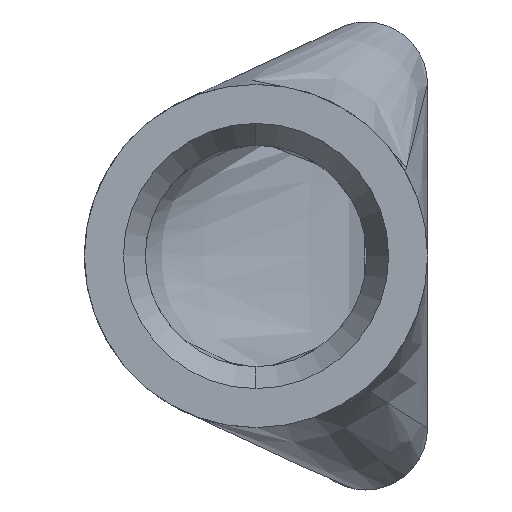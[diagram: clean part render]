
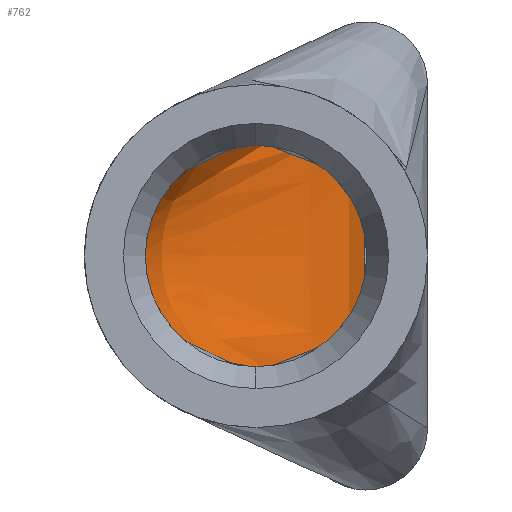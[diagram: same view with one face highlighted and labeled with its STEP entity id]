
A CAD part, left-side view. The second image highlights one B-rep face of the part: STEP entity #762.
In plain terms, the highlighted free-form (B-spline) face has degree [3, 3] with [11, 4] control points.
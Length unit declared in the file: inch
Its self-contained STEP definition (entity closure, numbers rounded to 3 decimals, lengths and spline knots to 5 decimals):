
#12 = CARTESIAN_POINT ( 'NONE',  ( 1.76134, 0.78729, 0.25149 ) ) ;
#37 = CARTESIAN_POINT ( 'NONE',  ( 2.375, 0.198, 0. ) ) ;
#49 = B_SPLINE_CURVE_WITH_KNOTS ( 'NONE', 3,
 ( #1013, #804, #225, #131, #239, #1204, #706, #524, #507, #253, #612 ),
 .UNSPECIFIED., .F., .F.,
 ( 4, 1, 1, 1, 1, 1, 1, 1, 4 ),
 ( 0., 0.125, 0.25, 0.375, 0.5, 0.625, 0.75, 0.875, 1. ),
 .UNSPECIFIED. ) ;
#89 = CARTESIAN_POINT ( 'NONE',  ( 2.20533, 0.198, 0.40838 ) ) ;
#127 = EDGE_CURVE ( 'NONE', #626, #807, #49, .T. ) ;
#131 = CARTESIAN_POINT ( 'NONE',  ( 1.593, 0.86218, 0.14899 ) ) ;
#135 = CARTESIAN_POINT ( 'NONE',  ( 2.375, 0.198, -0.13612 ) ) ;
#154 = CARTESIAN_POINT ( 'NONE',  ( 2.20666, 0.198, -0.49912 ) ) ;
#163 = CARTESIAN_POINT ( 'NONE',  ( 1.593, 0.78729, -0.25149 ) ) ;
#167 = EDGE_CURVE ( 'NONE', #807, #641, #670, .T. ) ;
#180 = CARTESIAN_POINT ( 'NONE',  ( 2.375, 0.198, 0.5445 ) ) ;
#196 = EDGE_CURVE ( 'NONE', #641, #534, #1248, .T. ) ;
#217 = EDGE_LOOP ( 'NONE', ( #328, #1238, #1250, #1232 ) ) ;
#221 = CARTESIAN_POINT ( 'NONE',  ( 1.593, 0.88678, 0.07708 ) ) ;
#225 = CARTESIAN_POINT ( 'NONE',  ( 1.593, 0.82273, 0.21433 ) ) ;
#237 = CARTESIAN_POINT ( 'NONE',  ( 1.593, 0.82273, 0.21433 ) ) ;
#239 = CARTESIAN_POINT ( 'NONE',  ( 1.593, 0.88678, 0.07708 ) ) ;
#240 = CARTESIAN_POINT ( 'NONE',  ( 2.375, 0.198, -0.40837 ) ) ;
#253 = CARTESIAN_POINT ( 'NONE',  ( 1.593, 0.78729, -0.25149 ) ) ;
#261 = CARTESIAN_POINT ( 'NONE',  ( 2.375, 0.198, -0.13612 ) ) ;
#319 = CARTESIAN_POINT ( 'NONE',  ( 2.2029, 0.198, -0.27225 ) ) ;
#328 = ORIENTED_EDGE ( 'NONE', *, *, #127, .T. ) ;
#334 = CARTESIAN_POINT ( 'NONE',  ( 2.375, 0.198, -0.49912 ) ) ;
#348 = CARTESIAN_POINT ( 'NONE',  ( 2.375, 0.198, -0.5445 ) ) ;
#356 = B_SPLINE_CURVE_WITH_KNOTS ( 'NONE', 3,
 ( #482, #870, #597, #590 ),
 .UNSPECIFIED., .F., .F.,
 ( 4, 4 ),
 ( 0., 1. ),
 .UNSPECIFIED. ) ;
#377 = CARTESIAN_POINT ( 'NONE',  ( 2.375, 0.198, 0.27225 ) ) ;
#432 = CARTESIAN_POINT ( 'NONE',  ( 2.375, 0.198, 0.49912 ) ) ;
#438 = CARTESIAN_POINT ( 'NONE',  ( 1.76267, 0.82273, -0.21433 ) ) ;
#449 = CARTESIAN_POINT ( 'NONE',  ( 1.76068, 0.76748, -0.26812 ) ) ;
#472 = CARTESIAN_POINT ( 'NONE',  ( 1.593, 0.86218, 0.14899 ) ) ;
#482 = CARTESIAN_POINT ( 'NONE',  ( 1.593, 0.76749, 0.26813 ) ) ;
#507 = CARTESIAN_POINT ( 'NONE',  ( 1.593, 0.82273, -0.21433 ) ) ;
#518 = CARTESIAN_POINT ( 'NONE',  ( 2.375, 0.198, 0.13613 ) ) ;
#524 = CARTESIAN_POINT ( 'NONE',  ( 1.593, 0.86218, -0.14899 ) ) ;
#529 = CARTESIAN_POINT ( 'NONE',  ( 2.375, 0.198, -0.49912 ) ) ;
#531 = CARTESIAN_POINT ( 'NONE',  ( 2.375, 0.198, -0.27225 ) ) ;
#534 = VERTEX_POINT ( 'NONE', #180 ) ;
#545 = CARTESIAN_POINT ( 'NONE',  ( 1.7651, 0.86218, 0.14899 ) ) ;
#560 = CARTESIAN_POINT ( 'NONE',  ( 1.76267, 0.82273, 0.21433 ) ) ;
#565 = CARTESIAN_POINT ( 'NONE',  ( 2.375, 0.198, 0.13613 ) ) ;
#590 = CARTESIAN_POINT ( 'NONE',  ( 2.375, 0.198, 0.5445 ) ) ;
#596 = CARTESIAN_POINT ( 'NONE',  ( 1.7651, 0.86218, -0.14899 ) ) ;
#597 = CARTESIAN_POINT ( 'NONE',  ( 2.20732, 0.198, 0.5445 ) ) ;
#612 = CARTESIAN_POINT ( 'NONE',  ( 1.593, 0.76749, -0.26813 ) ) ;
#614 = CARTESIAN_POINT ( 'NONE',  ( 2.375, 0.198, 0.27225 ) ) ;
#626 = VERTEX_POINT ( 'NONE', #768 ) ;
#627 = CARTESIAN_POINT ( 'NONE',  ( 2.375, 0.198, -0.40837 ) ) ;
#628 = CARTESIAN_POINT ( 'NONE',  ( 1.76068, 0.76748, -0.26812 ) ) ;
#629 = CARTESIAN_POINT ( 'NONE',  ( 2.375, 0.198, 0.40838 ) ) ;
#635 = CARTESIAN_POINT ( 'NONE',  ( 1.593, 0.76748, -0.26812 ) ) ;
#641 = VERTEX_POINT ( 'NONE', #665 ) ;
#665 = CARTESIAN_POINT ( 'NONE',  ( 2.375, 0.198, -0.5445 ) ) ;
#670 = B_SPLINE_CURVE_WITH_KNOTS ( 'NONE', 3,
 ( #1007, #628, #1026, #1090 ),
 .UNSPECIFIED., .F., .F.,
 ( 4, 4 ),
 ( 0., 1. ),
 .UNSPECIFIED. ) ;
#693 = CARTESIAN_POINT ( 'NONE',  ( 2.20115, 0.198, -0.13612 ) ) ;
#706 = CARTESIAN_POINT ( 'NONE',  ( 1.593, 0.88678, -0.07708 ) ) ;
#719 = CARTESIAN_POINT ( 'NONE',  ( 2.20533, 0.198, -0.40837 ) ) ;
#731 = CARTESIAN_POINT ( 'NONE',  ( 1.593, 0.78729, 0.25149 ) ) ;
#762 = ADVANCED_FACE ( 'NONE', ( #825 ), #776, .F. ) ;
#768 = CARTESIAN_POINT ( 'NONE',  ( 1.593, 0.76749, 0.26813 ) ) ;
#774 = CARTESIAN_POINT ( 'NONE',  ( 1.76068, 0.76748, 0.26812 ) ) ;
#776 = B_SPLINE_SURFACE_WITH_KNOTS ( 'NONE', 3, 3, ( 
 ( #635, #449, #833, #1230 ),
 ( #163, #1130, #154, #529 ),
 ( #817, #438, #719, #627 ),
 ( #1025, #596, #319, #1186 ),
 ( #1194, #1094, #693, #135 ),
 ( #995, #793, #1085, #37 ),
 ( #221, #1003, #1243, #565 ),
 ( #472, #545, #1144, #377 ),
 ( #237, #560, #89, #912 ),
 ( #731, #12, #970, #1082 ),
 ( #1182, #774, #977, #1260 ) ),
 .UNSPECIFIED., .F., .F., .F.,
 ( 4, 1, 1, 1, 1, 1, 1, 1, 4 ),
 ( 4, 4 ),
 ( 0., 0.125, 0.25, 0.375, 0.5, 0.625, 0.75, 0.875, 1. ),
 ( 0., 1. ),
 .UNSPECIFIED. ) ;
#786 = EDGE_CURVE ( 'NONE', #626, #534, #356, .T. ) ;
#793 = CARTESIAN_POINT ( 'NONE',  ( 1.76754, 0.89536, 0. ) ) ;
#804 = CARTESIAN_POINT ( 'NONE',  ( 1.593, 0.78729, 0.25149 ) ) ;
#807 = VERTEX_POINT ( 'NONE', #988 ) ;
#817 = CARTESIAN_POINT ( 'NONE',  ( 1.593, 0.82273, -0.21433 ) ) ;
#825 = FACE_OUTER_BOUND ( 'NONE', #217, .T. ) ;
#833 = CARTESIAN_POINT ( 'NONE',  ( 2.20732, 0.198, -0.5445 ) ) ;
#870 = CARTESIAN_POINT ( 'NONE',  ( 1.76068, 0.76748, 0.26812 ) ) ;
#912 = CARTESIAN_POINT ( 'NONE',  ( 2.375, 0.198, 0.40838 ) ) ;
#970 = CARTESIAN_POINT ( 'NONE',  ( 2.20666, 0.198, 0.49912 ) ) ;
#977 = CARTESIAN_POINT ( 'NONE',  ( 2.20732, 0.198, 0.5445 ) ) ;
#988 = CARTESIAN_POINT ( 'NONE',  ( 1.593, 0.76749, -0.26813 ) ) ;
#995 = CARTESIAN_POINT ( 'NONE',  ( 1.593, 0.89536, 0. ) ) ;
#1003 = CARTESIAN_POINT ( 'NONE',  ( 1.76685, 0.88678, 0.07708 ) ) ;
#1007 = CARTESIAN_POINT ( 'NONE',  ( 1.593, 0.76749, -0.26813 ) ) ;
#1013 = CARTESIAN_POINT ( 'NONE',  ( 1.593, 0.76749, 0.26813 ) ) ;
#1025 = CARTESIAN_POINT ( 'NONE',  ( 1.593, 0.86218, -0.14899 ) ) ;
#1026 = CARTESIAN_POINT ( 'NONE',  ( 2.20732, 0.198, -0.5445 ) ) ;
#1027 = CARTESIAN_POINT ( 'NONE',  ( 2.375, 0.198, 0.5445 ) ) ;
#1082 = CARTESIAN_POINT ( 'NONE',  ( 2.375, 0.198, 0.49912 ) ) ;
#1085 = CARTESIAN_POINT ( 'NONE',  ( 2.20046, 0.198, 0. ) ) ;
#1090 = CARTESIAN_POINT ( 'NONE',  ( 2.375, 0.198, -0.5445 ) ) ;
#1094 = CARTESIAN_POINT ( 'NONE',  ( 1.76685, 0.88678, -0.07708 ) ) ;
#1118 = CARTESIAN_POINT ( 'NONE',  ( 2.375, 0.198, 0. ) ) ;
#1130 = CARTESIAN_POINT ( 'NONE',  ( 1.76134, 0.78729, -0.25149 ) ) ;
#1144 = CARTESIAN_POINT ( 'NONE',  ( 2.2029, 0.198, 0.27225 ) ) ;
#1182 = CARTESIAN_POINT ( 'NONE',  ( 1.593, 0.76748, 0.26812 ) ) ;
#1186 = CARTESIAN_POINT ( 'NONE',  ( 2.375, 0.198, -0.27225 ) ) ;
#1194 = CARTESIAN_POINT ( 'NONE',  ( 1.593, 0.88678, -0.07708 ) ) ;
#1204 = CARTESIAN_POINT ( 'NONE',  ( 1.593, 0.89536, 0. ) ) ;
#1230 = CARTESIAN_POINT ( 'NONE',  ( 2.375, 0.198, -0.5445 ) ) ;
#1232 = ORIENTED_EDGE ( 'NONE', *, *, #786, .F. ) ;
#1238 = ORIENTED_EDGE ( 'NONE', *, *, #167, .T. ) ;
#1243 = CARTESIAN_POINT ( 'NONE',  ( 2.20115, 0.198, 0.13613 ) ) ;
#1248 = B_SPLINE_CURVE_WITH_KNOTS ( 'NONE', 3,
 ( #348, #334, #240, #531, #261, #1118, #518, #614, #629, #432, #1027 ),
 .UNSPECIFIED., .F., .F.,
 ( 4, 1, 1, 1, 1, 1, 1, 1, 4 ),
 ( 0., 0.125, 0.25, 0.375, 0.5, 0.625, 0.75, 0.875, 1. ),
 .UNSPECIFIED. ) ;
#1250 = ORIENTED_EDGE ( 'NONE', *, *, #196, .T. ) ;
#1260 = CARTESIAN_POINT ( 'NONE',  ( 2.375, 0.198, 0.5445 ) ) ;
